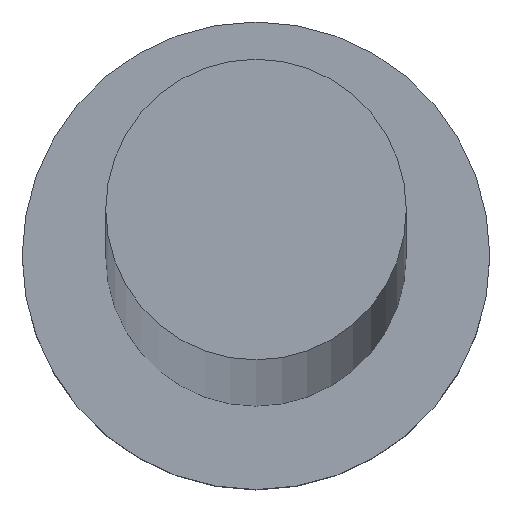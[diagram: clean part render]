
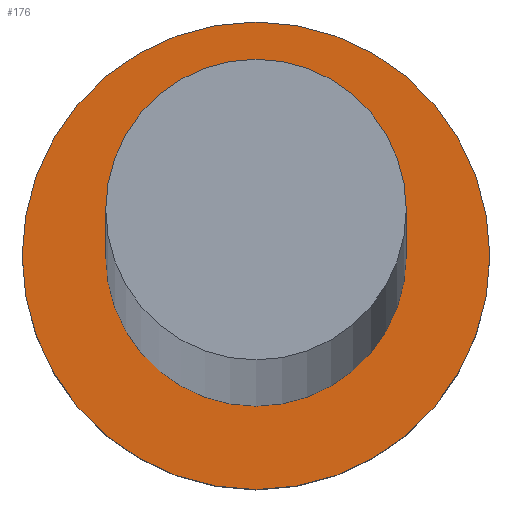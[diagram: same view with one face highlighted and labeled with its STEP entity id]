
A CAD part, top view. The second image highlights one B-rep face of the part: STEP entity #176.
In plain terms, the highlighted planar face has unit normal (0, 0, 1).
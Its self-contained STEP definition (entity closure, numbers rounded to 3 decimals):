
#3 = CARTESIAN_POINT ( 'NONE',  ( 0., 0., 6.5 ) ) ;
#4 = DIRECTION ( 'NONE',  ( 0., 0., 1. ) ) ;
#7 = ORIENTED_EDGE ( 'NONE', *, *, #151, .T. ) ;
#9 = ORIENTED_EDGE ( 'NONE', *, *, #158, .T. ) ;
#10 = VERTEX_POINT ( 'NONE', #193 ) ;
#18 = DIRECTION ( 'NONE',  ( 0., 0., 1. ) ) ;
#19 = ORIENTED_EDGE ( 'NONE', *, *, #223, .F. ) ;
#22 = FACE_BOUND ( 'NONE', #96, .T. ) ;
#28 = VERTEX_POINT ( 'NONE', #47 ) ;
#42 = CIRCLE ( 'NONE', #150, 7. ) ;
#47 = CARTESIAN_POINT ( 'NONE',  ( -4.5, 0., 6.5 ) ) ;
#57 = AXIS2_PLACEMENT_3D ( 'NONE', #212, #18, #238 ) ;
#62 = DIRECTION ( 'NONE',  ( 0., 0., 1. ) ) ;
#68 = VERTEX_POINT ( 'NONE', #131 ) ;
#77 = EDGE_CURVE ( 'NONE', #68, #28, #240, .T. ) ;
#79 = AXIS2_PLACEMENT_3D ( 'NONE', #180, #4, #125 ) ;
#96 = EDGE_LOOP ( 'NONE', ( #19, #108 ) ) ;
#99 = DIRECTION ( 'NONE',  ( 1., 0., 0. ) ) ;
#108 = ORIENTED_EDGE ( 'NONE', *, *, #77, .F. ) ;
#125 = DIRECTION ( 'NONE',  ( 1., 0., 0. ) ) ;
#131 = CARTESIAN_POINT ( 'NONE',  ( 4.5, 0., 6.5 ) ) ;
#140 = DIRECTION ( 'NONE',  ( 0., 0., 1. ) ) ;
#141 = DIRECTION ( 'NONE',  ( 1., 0., 0. ) ) ;
#144 = CARTESIAN_POINT ( 'NONE',  ( -7., 0., 6.5 ) ) ;
#147 = VERTEX_POINT ( 'NONE', #144 ) ;
#150 = AXIS2_PLACEMENT_3D ( 'NONE', #3, #199, #183 ) ;
#151 = EDGE_CURVE ( 'NONE', #147, #10, #42, .T. ) ;
#155 = CIRCLE ( 'NONE', #79, 4.5 ) ;
#158 = EDGE_CURVE ( 'NONE', #10, #147, #220, .T. ) ;
#161 = FACE_OUTER_BOUND ( 'NONE', #205, .T. ) ;
#176 = ADVANCED_FACE ( 'NONE', ( #22, #161 ), #181, .T. ) ;
#180 = CARTESIAN_POINT ( 'NONE',  ( 0., 0., 6.5 ) ) ;
#181 = PLANE ( 'NONE',  #244 ) ;
#182 = AXIS2_PLACEMENT_3D ( 'NONE', #200, #140, #141 ) ;
#183 = DIRECTION ( 'NONE',  ( 1., 0., 0. ) ) ;
#193 = CARTESIAN_POINT ( 'NONE',  ( 7., 0., 6.5 ) ) ;
#199 = DIRECTION ( 'NONE',  ( 0., 0., 1. ) ) ;
#200 = CARTESIAN_POINT ( 'NONE',  ( 0., 0., 6.5 ) ) ;
#205 = EDGE_LOOP ( 'NONE', ( #7, #9 ) ) ;
#212 = CARTESIAN_POINT ( 'NONE',  ( 0., 0., 6.5 ) ) ;
#220 = CIRCLE ( 'NONE', #182, 7. ) ;
#223 = EDGE_CURVE ( 'NONE', #28, #68, #155, .T. ) ;
#238 = DIRECTION ( 'NONE',  ( 1., 0., 0. ) ) ;
#240 = CIRCLE ( 'NONE', #57, 4.5 ) ;
#243 = CARTESIAN_POINT ( 'NONE',  ( 0., 0., 6.5 ) ) ;
#244 = AXIS2_PLACEMENT_3D ( 'NONE', #243, #62, #99 ) ;
